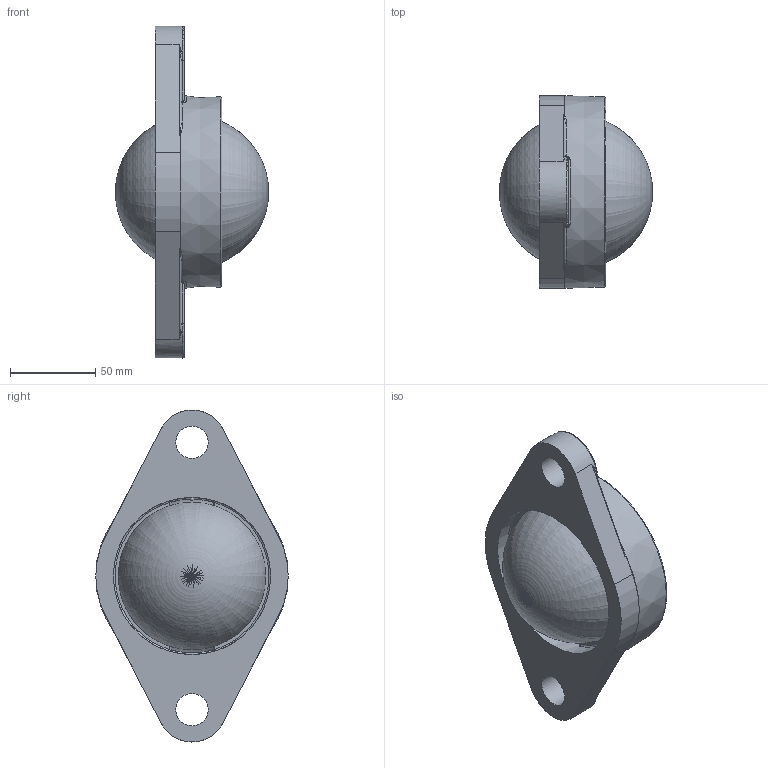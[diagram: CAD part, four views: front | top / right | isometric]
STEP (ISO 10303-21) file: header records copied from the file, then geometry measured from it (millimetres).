
FILE_DESCRIPTION(/* description */ ('Alibre Inc.'),/* implementation_level */ '2;1');
FILE_NAME(/* name */ 'export-05F1C1BB-D94C-459F-B2B8-F02E65C1FEE6',/* time_stamp */ '2020-05-29T09:36:28-07:00',/* author */ (''),/* organization */ (''),/* preprocessor_version */ 'ST-DEVELOPER v17',/* originating_system */ 'Alibre',/* authorisation */ '');
FILE_SCHEMA (('CONFIG_CONTROL_DESIGN'));
Length unit declared in the file: inch
Bounding box: 89.99 x 113 x 195 mm (x, y, z)
Volume: 283646 mm3; surface area: 182768.8 mm2
Topology: 17 solids, 18 shells, 170 faces, 402 edges, 239 vertices
Faces by surface type: plane 52, cylinder 48, torus 25, sphere 20, bspline 16, cone 9
Full cylindrical faces by diameter (mm): 8.382 x4, 19 x2, 50 x1, 61.722 x4, 62.23 x2, 81.28 x4, 90.458 x1, 92.458 x1, 100.1 x1
Entity records: 7213 total; most frequent: CARTESIAN_POINT 3438, DIRECTION 592, ORIENTED_EDGE 568, AXIS2_PLACEMENT_3D 286, EDGE_CURVE 284, FACE_BOUND 216, EDGE_LOOP 206, VERTEX_POINT 198
